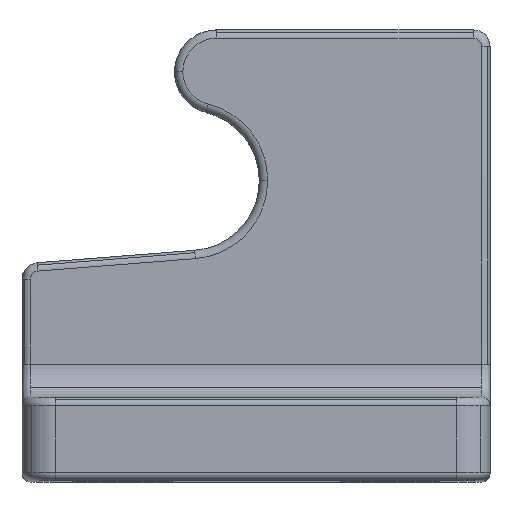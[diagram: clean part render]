
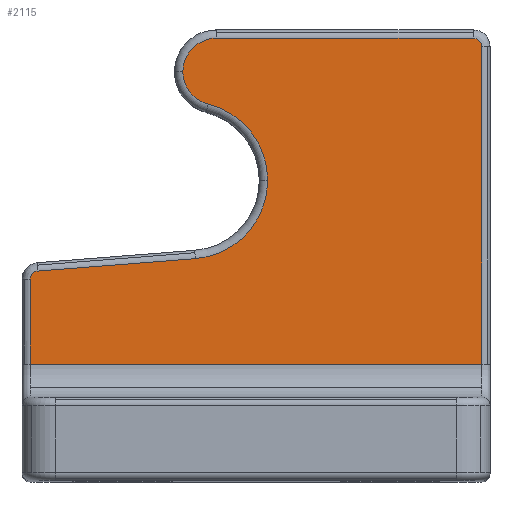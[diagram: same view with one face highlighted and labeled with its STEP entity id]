
A CAD part, top view. The second image highlights one B-rep face of the part: STEP entity #2115.
In plain terms, the highlighted planar face has unit normal (0, 0, 1).
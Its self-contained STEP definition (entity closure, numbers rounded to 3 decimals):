
#2016=AXIS2_PLACEMENT_3D('Plane Axis2P3D',#2013,#2014,#2015) ;
#2085=AXIS2_PLACEMENT_3D('Circle Axis2P3D',#2083,#2084,$) ;
#2092=AXIS2_PLACEMENT_3D('Circle Axis2P3D',#2090,#2091,$) ;
#1054=CARTESIAN_POINT('Vertex',(-29.602,9.078,9.)) ;
#1162=CARTESIAN_POINT('Vertex',(-29.602,14.153,9.)) ;
#1166=CARTESIAN_POINT('Control Point',(-29.602,14.153,9.)) ;
#1167=CARTESIAN_POINT('Control Point',(-29.602,14.615,9.)) ;
#1168=CARTESIAN_POINT('Control Point',(-29.141,14.652,9.)) ;
#1169=CARTESIAN_POINT('Vertex',(-29.141,14.652,9.)) ;
#1936=CARTESIAN_POINT('Vertex',(-2.602,9.078,9.)) ;
#1939=CARTESIAN_POINT('Line Origine',(-22.351,9.078,9.)) ;
#1963=CARTESIAN_POINT('Line Origine',(-29.602,11.944,9.)) ;
#2013=CARTESIAN_POINT('Axis2P3D Location',(-14.599,16.81,9.)) ;
#2018=CARTESIAN_POINT('Line Origine',(-2.602,18.578,9.)) ;
#2022=CARTESIAN_POINT('Vertex',(-2.602,28.078,9.)) ;
#2026=CARTESIAN_POINT('Control Point',(-3.102,28.578,9.)) ;
#2027=CARTESIAN_POINT('Control Point',(-3.039,28.578,9.)) ;
#2028=CARTESIAN_POINT('Control Point',(-2.976,28.568,9.)) ;
#2029=CARTESIAN_POINT('Control Point',(-2.915,28.548,9.)) ;
#2030=CARTESIAN_POINT('Control Point',(-2.802,28.49,9.)) ;
#2031=CARTESIAN_POINT('Control Point',(-2.712,28.4,9.)) ;
#2032=CARTESIAN_POINT('Control Point',(-2.675,28.348,9.)) ;
#2033=CARTESIAN_POINT('Control Point',(-2.631,28.263,9.)) ;
#2034=CARTESIAN_POINT('Control Point',(-2.609,28.172,9.)) ;
#2035=CARTESIAN_POINT('Control Point',(-2.604,28.14,9.)) ;
#2036=CARTESIAN_POINT('Control Point',(-2.602,28.109,9.)) ;
#2037=CARTESIAN_POINT('Control Point',(-2.602,28.078,9.)) ;
#2038=CARTESIAN_POINT('Vertex',(-3.102,28.578,9.)) ;
#2041=CARTESIAN_POINT('Line Origine',(-10.79,28.578,9.)) ;
#2045=CARTESIAN_POINT('Vertex',(-18.477,28.578,9.)) ;
#2049=CARTESIAN_POINT('Control Point',(-20.477,26.578,9.)) ;
#2050=CARTESIAN_POINT('Control Point',(-20.477,26.671,9.)) ;
#2051=CARTESIAN_POINT('Control Point',(-20.472,26.764,9.)) ;
#2052=CARTESIAN_POINT('Control Point',(-20.461,26.857,9.)) ;
#2053=CARTESIAN_POINT('Control Point',(-20.408,27.154,9.)) ;
#2054=CARTESIAN_POINT('Control Point',(-20.301,27.438,9.)) ;
#2055=CARTESIAN_POINT('Control Point',(-20.201,27.623,9.)) ;
#2056=CARTESIAN_POINT('Control Point',(-19.957,27.963,9.)) ;
#2057=CARTESIAN_POINT('Control Point',(-19.633,28.23,9.)) ;
#2058=CARTESIAN_POINT('Control Point',(-19.455,28.341,9.)) ;
#2059=CARTESIAN_POINT('Control Point',(-19.155,28.478,9.)) ;
#2060=CARTESIAN_POINT('Control Point',(-18.835,28.551,9.)) ;
#2061=CARTESIAN_POINT('Control Point',(-18.716,28.569,9.)) ;
#2062=CARTESIAN_POINT('Control Point',(-18.596,28.578,9.)) ;
#2063=CARTESIAN_POINT('Control Point',(-18.477,28.578,9.)) ;
#2064=CARTESIAN_POINT('Vertex',(-20.477,26.578,9.)) ;
#2068=CARTESIAN_POINT('Control Point',(-18.962,24.637,9.)) ;
#2069=CARTESIAN_POINT('Control Point',(-19.164,24.688,9.)) ;
#2070=CARTESIAN_POINT('Control Point',(-19.359,24.764,9.)) ;
#2071=CARTESIAN_POINT('Control Point',(-19.543,24.866,9.)) ;
#2072=CARTESIAN_POINT('Control Point',(-19.88,25.115,9.)) ;
#2073=CARTESIAN_POINT('Control Point',(-20.143,25.441,9.)) ;
#2074=CARTESIAN_POINT('Control Point',(-20.252,25.621,9.)) ;
#2075=CARTESIAN_POINT('Control Point',(-20.383,25.918,9.)) ;
#2076=CARTESIAN_POINT('Control Point',(-20.452,26.234,9.)) ;
#2077=CARTESIAN_POINT('Control Point',(-20.469,26.348,9.)) ;
#2078=CARTESIAN_POINT('Control Point',(-20.477,26.463,9.)) ;
#2079=CARTESIAN_POINT('Control Point',(-20.477,26.578,9.)) ;
#2080=CARTESIAN_POINT('Vertex',(-18.962,24.637,9.)) ;
#2083=CARTESIAN_POINT('Axis2P3D Location',(-20.102,20.078,9.)) ;
#2087=CARTESIAN_POINT('Vertex',(-15.402,20.078,9.)) ;
#2090=CARTESIAN_POINT('Axis2P3D Location',(-20.102,20.078,9.)) ;
#2094=CARTESIAN_POINT('Vertex',(-19.733,15.392,9.)) ;
#2097=CARTESIAN_POINT('Line Origine',(-24.437,15.022,9.)) ;
#1940=DIRECTION('Vector Direction',(-1.,0.,0.)) ;
#1964=DIRECTION('Vector Direction',(0.,1.,0.)) ;
#2014=DIRECTION('Axis2P3D Direction',(0.,0.,1.)) ;
#2015=DIRECTION('Axis2P3D XDirection',(1.,0.,0.)) ;
#2019=DIRECTION('Vector Direction',(0.,-1.,0.)) ;
#2042=DIRECTION('Vector Direction',(1.,0.,0.)) ;
#2084=DIRECTION('Axis2P3D Direction',(0.,0.,1.)) ;
#2091=DIRECTION('Axis2P3D Direction',(0.,0.,1.)) ;
#2098=DIRECTION('Vector Direction',(0.997,0.078,0.)) ;
#1941=VECTOR('Line Direction',#1940,1.) ;
#1965=VECTOR('Line Direction',#1964,1.) ;
#2020=VECTOR('Line Direction',#2019,1.) ;
#2043=VECTOR('Line Direction',#2042,1.) ;
#2099=VECTOR('Line Direction',#2098,1.) ;
#2103=ORIENTED_EDGE('',*,*,#1967,.F.) ;
#2104=ORIENTED_EDGE('',*,*,#1943,.F.) ;
#2105=ORIENTED_EDGE('',*,*,#2024,.F.) ;
#2106=ORIENTED_EDGE('',*,*,#2040,.F.) ;
#2107=ORIENTED_EDGE('',*,*,#2047,.F.) ;
#2108=ORIENTED_EDGE('',*,*,#2066,.F.) ;
#2109=ORIENTED_EDGE('',*,*,#2082,.F.) ;
#2110=ORIENTED_EDGE('',*,*,#2089,.F.) ;
#2111=ORIENTED_EDGE('',*,*,#2096,.F.) ;
#2112=ORIENTED_EDGE('',*,*,#2101,.F.) ;
#2113=ORIENTED_EDGE('',*,*,#1171,.F.) ;
#2115=ADVANCED_FACE('VERSCHLUSSSPANNER_TS_HC_500_LP_357900',(#2114),#2017,.T.) ;
#2025=B_SPLINE_CURVE_WITH_KNOTS('',5,(#2026,#2027,#2028,#2029,#2030,#2031,#2032,#2033,#2034,#2035,#2036,#2037),.UNSPECIFIED.,.F.,.U.,(6,3,3,6),(0.,0.444,0.889,1.11),.UNSPECIFIED.) ;
#2048=B_SPLINE_CURVE_WITH_KNOTS('',5,(#2049,#2050,#2051,#2052,#2053,#2054,#2055,#2056,#2057,#2058,#2059,#2060,#2061,#2062,#2063),.UNSPECIFIED.,.F.,.U.,(6,3,3,3,6),(3.75,4.409,5.879,7.348,8.191),.UNSPECIFIED.) ;
#2067=B_SPLINE_CURVE_WITH_KNOTS('',5,(#2068,#2069,#2070,#2071,#2072,#2073,#2074,#2075,#2076,#2077,#2078,#2079),.UNSPECIFIED.,.F.,.U.,(6,3,3,6),(0.,1.47,2.939,3.75),.UNSPECIFIED.) ;
#2086=CIRCLE('generated circle',#2085,4.7) ;
#2093=CIRCLE('generated circle',#2092,4.7) ;
#1171=EDGE_CURVE('',#1163,#1170,#1165,.T.) ;
#1943=EDGE_CURVE('',#1937,#1055,#1942,.T.) ;
#1967=EDGE_CURVE('',#1055,#1163,#1966,.T.) ;
#2024=EDGE_CURVE('',#2023,#1937,#2021,.T.) ;
#2040=EDGE_CURVE('',#2039,#2023,#2025,.T.) ;
#2047=EDGE_CURVE('',#2046,#2039,#2044,.T.) ;
#2066=EDGE_CURVE('',#2065,#2046,#2048,.T.) ;
#2082=EDGE_CURVE('',#2081,#2065,#2067,.T.) ;
#2089=EDGE_CURVE('',#2088,#2081,#2086,.T.) ;
#2096=EDGE_CURVE('',#2095,#2088,#2093,.T.) ;
#2101=EDGE_CURVE('',#1170,#2095,#2100,.T.) ;
#2102=EDGE_LOOP('',(#2103,#2104,#2105,#2106,#2107,#2108,#2109,#2110,#2111,#2112,#2113)) ;
#2114=FACE_OUTER_BOUND('',#2102,.T.) ;
#1942=LINE('Line',#1939,#1941) ;
#1966=LINE('Line',#1963,#1965) ;
#2021=LINE('Line',#2018,#2020) ;
#2044=LINE('Line',#2041,#2043) ;
#2100=LINE('Line',#2097,#2099) ;
#2017=PLANE('Plane',#2016) ;
#1055=VERTEX_POINT('',#1054) ;
#1163=VERTEX_POINT('',#1162) ;
#1170=VERTEX_POINT('',#1169) ;
#1937=VERTEX_POINT('',#1936) ;
#2023=VERTEX_POINT('',#2022) ;
#2039=VERTEX_POINT('',#2038) ;
#2046=VERTEX_POINT('',#2045) ;
#2065=VERTEX_POINT('',#2064) ;
#2081=VERTEX_POINT('',#2080) ;
#2088=VERTEX_POINT('',#2087) ;
#2095=VERTEX_POINT('',#2094) ;
#1165=(BOUNDED_CURVE()B_SPLINE_CURVE(2,(#1166,#1167,#1168),.UNSPECIFIED.,.F.,.U.)B_SPLINE_CURVE_WITH_KNOTS((3,3),(0.,1.541),.UNSPECIFIED.)CURVE()GEOMETRIC_REPRESENTATION_ITEM()RATIONAL_B_SPLINE_CURVE((1.,0.734,1.))REPRESENTATION_ITEM('')) ;
